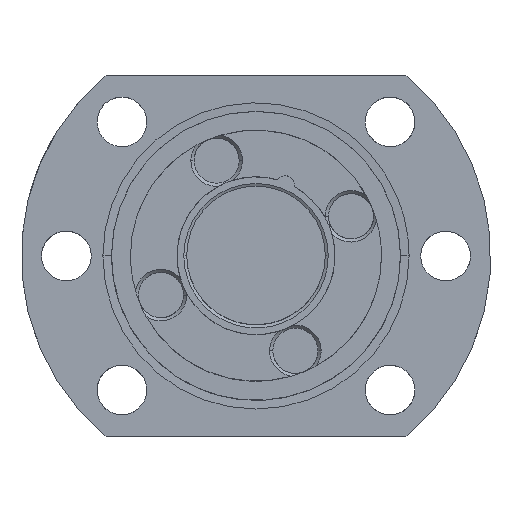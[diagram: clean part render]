
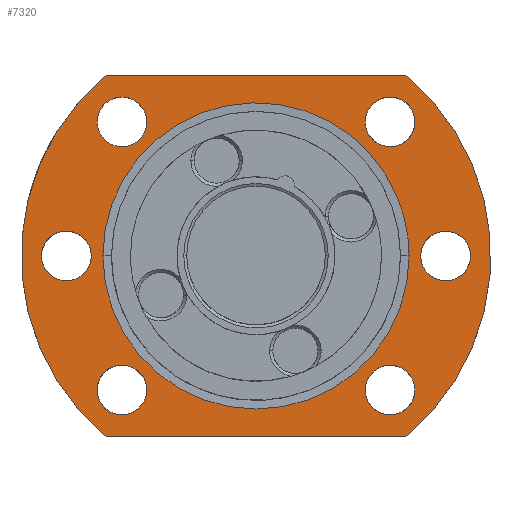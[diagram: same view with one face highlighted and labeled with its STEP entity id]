
A CAD part, top view. The second image highlights one B-rep face of the part: STEP entity #7320.
In plain terms, the highlighted planar face has unit normal (0, 0, 1).
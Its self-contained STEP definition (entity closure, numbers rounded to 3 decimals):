
#2900=CARTESIAN_POINT('',(16.613,20.,69.5));
#2910=VERTEX_POINT('217347-1430975224-643150304734-0 3203698',#2900);
#2960=CARTESIAN_POINT('',(0.,20.,69.5));
#2970=DIRECTION('',(1.,-0.,0.));
#2980=VECTOR('',#2970,1.);
#2990=LINE('',#2960,#2980);
#3000=CARTESIAN_POINT('',(-16.613,20.,69.5));
#3010=VERTEX_POINT('217347-1430975224-643150304734-0 3203689',#3000);
#3020=EDGE_CURVE('217347-1430975224-643150304734-0 3203702',#3010,#2910,
#2990,.T.);
#5110=CARTESIAN_POINT('',(16.959,0.,69.5));
#5120=VERTEX_POINT('',#5110);
#5150=CARTESIAN_POINT('',(0.,0.,
69.5));
#5160=DIRECTION('',(0.,0.,1.));
#5170=DIRECTION('',(1.,0.,0.));
#5180=AXIS2_PLACEMENT_3D('',#5150,#5160,#5170);
#5190=CIRCLE('',#5180,16.959);
#5200=CARTESIAN_POINT('',(-16.959,0.,69.5));
#5210=VERTEX_POINT('',#5200);
#5220=EDGE_CURVE('217347-1430975224-643150304734-0 3203902',#5210,#5120,
#5190,.T.);
#5770=CARTESIAN_POINT('',(48.829,-26.59,69.5));
#5780=DIRECTION('',(0.,0.,-1.));
#5790=DIRECTION('',(-1.,0.,-0.));
#5800=AXIS2_PLACEMENT_3D('',#5770,#5780,#5790);
#5810=PLANE('',#5800);
#5820=CARTESIAN_POINT('',(0.,0.,
69.5));
#5830=DIRECTION('',(0.,0.,-1.));
#5840=DIRECTION('',(-1.,0.,0.));
#5850=AXIS2_PLACEMENT_3D('',#5820,#5830,#5840);
#5860=CIRCLE('',#5850,26.);
#5870=CARTESIAN_POINT('',(-16.613,-20.,69.5));
#5880=VERTEX_POINT('217347-1430975224-643150304734-0 3203963',#5870);
#5890=EDGE_CURVE('217347-1430975224-643150304734-0 3203981',#5880,#3010,
#5860,.T.);
#5900=ORIENTED_EDGE('',*,*,#5890,.F.);
#5910=ORIENTED_EDGE('',*,*,#3020,.F.);
#5920=CARTESIAN_POINT('',(0.,0.,69.5));
#5930=DIRECTION('',(0.,0.,-1.));
#5940=DIRECTION('',(-1.,0.,0.));
#5950=AXIS2_PLACEMENT_3D('',#5920,#5930,#5940);
#5960=CIRCLE('',#5950,26.);
#5970=CARTESIAN_POINT('',(16.613,-20.,69.5));
#5980=VERTEX_POINT('217347-1430975224-643150304734-0 3203960',#5970);
#5990=EDGE_CURVE('217347-1430975224-643150304734-0 3203973',#2910,#5980,
#5960,.T.);
#6000=ORIENTED_EDGE('',*,*,#5990,.F.);
#6010=CARTESIAN_POINT('',(0.,-20.,69.5));
#6020=DIRECTION('',(-1.,-0.,0.));
#6030=VECTOR('',#6020,1.);
#6040=LINE('',#6010,#6030);
#6050=EDGE_CURVE('217347-1430975224-643150304734-0 3203967',#5980,#5880,
#6040,.T.);
#6060=ORIENTED_EDGE('',*,*,#6050,.F.);
#6070=EDGE_LOOP('',(#6060,#6000,#5910,#5900));
#6080=FACE_OUTER_BOUND('',#6070,.T.);
#6090=CARTESIAN_POINT('',(-14.849,14.849,69.5));
#6100=DIRECTION('',(0.,0.,-1.));
#6110=DIRECTION('',(-1.,0.,0.));
#6120=AXIS2_PLACEMENT_3D('',#6090,#6100,#6110);
#6130=CIRCLE('',#6120,2.75);
#6140=CARTESIAN_POINT('',(-17.599,14.849,69.5));
#6150=VERTEX_POINT('',#6140);
#6160=CARTESIAN_POINT('',(-12.099,14.849,69.5));
#6170=VERTEX_POINT('',#6160);
#6180=EDGE_CURVE('217347-1430975224-643150304734-0 3203995',#6150,#6170,
#6130,.T.);
#6190=ORIENTED_EDGE('',*,*,#6180,.T.);
#6200=CARTESIAN_POINT('',(-16.794,12.905,69.5));
#6210=VERTEX_POINT('217347-1430975224-643150304734-0 3203988',#6200);
#6220=EDGE_CURVE('217347-1430975224-643150304734-0 3203995',#6210,#6150,
#6130,.T.);
#6230=ORIENTED_EDGE('',*,*,#6220,.T.);
#6240=EDGE_CURVE('217347-1430975224-643150304734-0 3203995',#6170,#6210,
#6130,.T.);
#6250=ORIENTED_EDGE('',*,*,#6240,.T.);
#6260=EDGE_LOOP('',(#6250,#6230,#6190));
#6270=FACE_BOUND('',#6260,.T.);
#6280=CARTESIAN_POINT('',(-14.849,-14.849,69.5));
#6290=DIRECTION('',(0.,0.,-1.));
#6300=DIRECTION('',(-1.,0.,0.));
#6310=AXIS2_PLACEMENT_3D('',#6280,#6290,#6300);
#6320=CIRCLE('',#6310,2.75);
#6330=CARTESIAN_POINT('',(-12.099,-14.849,69.5));
#6340=VERTEX_POINT('',#6330);
#6350=CARTESIAN_POINT('',(-17.599,-14.849,69.5));
#6360=VERTEX_POINT('',#6350);
#6370=EDGE_CURVE('217347-1430975224-643150304734-0 3204015',#6340,#6360,
#6320,.T.);
#6380=ORIENTED_EDGE('',*,*,#6370,.T.);
#6390=CARTESIAN_POINT('',(-12.905,-12.905,69.5));
#6400=VERTEX_POINT('217347-1430975224-643150304734-0 3204011',#6390);
#6410=EDGE_CURVE('217347-1430975224-643150304734-0 3204015',#6400,#6340,
#6320,.T.);
#6420=ORIENTED_EDGE('',*,*,#6410,.T.);
#6430=EDGE_CURVE('217347-1430975224-643150304734-0 3204015',#6360,#6400,
#6320,.T.);
#6440=ORIENTED_EDGE('',*,*,#6430,.T.);
#6450=EDGE_LOOP('',(#6440,#6420,#6380));
#6460=FACE_BOUND('',#6450,.T.);
#6470=CARTESIAN_POINT('',(21.,0.,69.5));
#6480=DIRECTION('',(0.,0.,-1.));
#6490=DIRECTION('',(-1.,0.,0.));
#6500=AXIS2_PLACEMENT_3D('',#6470,#6480,#6490);
#6510=CIRCLE('',#6500,2.75);
#6520=CARTESIAN_POINT('',(18.25,0.,69.5));
#6530=VERTEX_POINT('',#6520);
#6540=CARTESIAN_POINT('',(23.75,0.,69.5));
#6550=VERTEX_POINT('',#6540);
#6560=EDGE_CURVE('217347-1430975224-643150304734-0 3204035',#6530,#6550,
#6510,.T.);
#6570=ORIENTED_EDGE('',*,*,#6560,.T.);
#6580=CARTESIAN_POINT('',(19.055,-1.945,69.5));
#6590=VERTEX_POINT('217347-1430975224-643150304734-0 3204028',#6580);
#6600=EDGE_CURVE('217347-1430975224-643150304734-0 3204035',#6590,#6530,
#6510,.T.);
#6610=ORIENTED_EDGE('',*,*,#6600,.T.);
#6620=EDGE_CURVE('217347-1430975224-643150304734-0 3204035',#6550,#6590,
#6510,.T.);
#6630=ORIENTED_EDGE('',*,*,#6620,.T.);
#6640=EDGE_LOOP('',(#6630,#6610,#6570));
#6650=FACE_BOUND('',#6640,.T.);
#6660=CARTESIAN_POINT('',(14.849,-14.849,69.5));
#6670=DIRECTION('',(0.,0.,-1.));
#6680=DIRECTION('',(-1.,0.,0.));
#6690=AXIS2_PLACEMENT_3D('',#6660,#6670,#6680);
#6700=CIRCLE('',#6690,2.75);
#6710=CARTESIAN_POINT('',(12.099,-14.849,69.5));
#6720=VERTEX_POINT('',#6710);
#6730=CARTESIAN_POINT('',(17.599,-14.849,69.5));
#6740=VERTEX_POINT('',#6730);
#6750=EDGE_CURVE('217347-1430975224-643150304734-0 3204055',#6720,#6740,
#6700,.T.);
#6760=ORIENTED_EDGE('',*,*,#6750,.T.);
#6770=CARTESIAN_POINT('',(12.905,-16.794,69.5));
#6780=VERTEX_POINT('217347-1430975224-643150304734-0 3204048',#6770);
#6790=EDGE_CURVE('217347-1430975224-643150304734-0 3204055',#6780,#6720,
#6700,.T.);
#6800=ORIENTED_EDGE('',*,*,#6790,.T.);
#6810=EDGE_CURVE('217347-1430975224-643150304734-0 3204055',#6740,#6780,
#6700,.T.);
#6820=ORIENTED_EDGE('',*,*,#6810,.T.);
#6830=EDGE_LOOP('',(#6820,#6800,#6760));
#6840=FACE_BOUND('',#6830,.T.);
#6850=CARTESIAN_POINT('',(-21.,0.,69.5));
#6860=DIRECTION('',(0.,0.,-1.));
#6870=DIRECTION('',(-1.,0.,0.));
#6880=AXIS2_PLACEMENT_3D('',#6850,#6860,#6870);
#6890=CIRCLE('',#6880,2.75);
#6900=CARTESIAN_POINT('',(-18.25,0.,69.5));
#6910=VERTEX_POINT('',#6900);
#6920=CARTESIAN_POINT('',(-23.75,0.,69.5));
#6930=VERTEX_POINT('',#6920);
#6940=EDGE_CURVE('217347-1430975224-643150304734-0 3204075',#6910,#6930,
#6890,.T.);
#6950=ORIENTED_EDGE('',*,*,#6940,.T.);
#6960=CARTESIAN_POINT('',(-19.055,1.945,69.5));
#6970=VERTEX_POINT('217347-1430975224-643150304734-0 3204071',#6960);
#6980=EDGE_CURVE('217347-1430975224-643150304734-0 3204075',#6970,#6910,
#6890,.T.);
#6990=ORIENTED_EDGE('',*,*,#6980,.T.);
#7000=EDGE_CURVE('217347-1430975224-643150304734-0 3204075',#6930,#6970,
#6890,.T.);
#7010=ORIENTED_EDGE('',*,*,#7000,.T.);
#7020=EDGE_LOOP('',(#7010,#6990,#6950));
#7030=FACE_BOUND('',#7020,.T.);
#7040=CARTESIAN_POINT('',(14.849,14.849,69.5));
#7050=DIRECTION('',(0.,0.,-1.));
#7060=DIRECTION('',(-1.,0.,0.));
#7070=AXIS2_PLACEMENT_3D('',#7040,#7050,#7060);
#7080=CIRCLE('',#7070,2.75);
#7090=CARTESIAN_POINT('',(12.099,14.849,69.5));
#7100=VERTEX_POINT('',#7090);
#7110=CARTESIAN_POINT('',(17.599,14.849,69.5));
#7120=VERTEX_POINT('',#7110);
#7130=EDGE_CURVE('217347-1430975224-643150304734-0 3204095',#7100,#7120,
#7080,.T.);
#7140=ORIENTED_EDGE('',*,*,#7130,.T.);
#7150=CARTESIAN_POINT('',(12.905,12.905,69.5));
#7160=VERTEX_POINT('217347-1430975224-643150304734-0 3204088',#7150);
#7170=EDGE_CURVE('217347-1430975224-643150304734-0 3204095',#7160,#7100,
#7080,.T.);
#7180=ORIENTED_EDGE('',*,*,#7170,.T.);
#7190=EDGE_CURVE('217347-1430975224-643150304734-0 3204095',#7120,#7160,
#7080,.T.);
#7200=ORIENTED_EDGE('',*,*,#7190,.T.);
#7210=EDGE_LOOP('',(#7200,#7180,#7140));
#7220=FACE_BOUND('',#7210,.T.);
#7230=CARTESIAN_POINT('',(15.668,6.49,69.5));
#7240=VERTEX_POINT('217347-1430975224-643150304734-0 3203889',#7230);
#7250=EDGE_CURVE('217347-1430975224-643150304734-0 3203902',#7240,#5210,
#5190,.T.);
#7260=ORIENTED_EDGE('',*,*,#7250,.F.);
#7270=ORIENTED_EDGE('',*,*,#5220,.F.);
#7280=EDGE_CURVE('217347-1430975224-643150304734-0 3203902',#5120,#7240,
#5190,.T.);
#7290=ORIENTED_EDGE('',*,*,#7280,.F.);
#7300=EDGE_LOOP('',(#7290,#7270,#7260));
#7310=FACE_BOUND('',#7300,.T.);
#7320=ADVANCED_FACE('217347-1430975224-643150304734-0 3203957',(#6080,
#6270,#6460,#6650,#6840,#7030,#7220,#7310),#5810,.F.);
